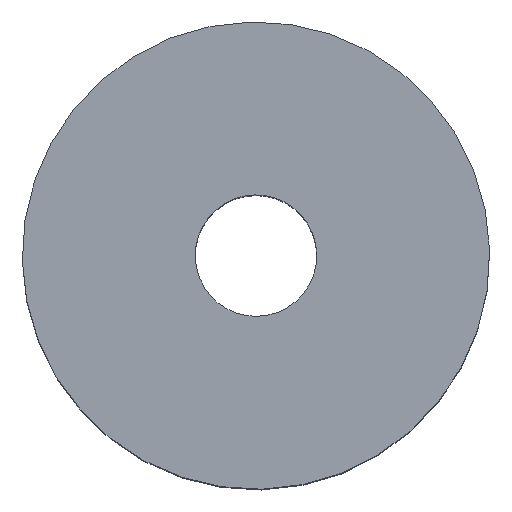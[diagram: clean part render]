
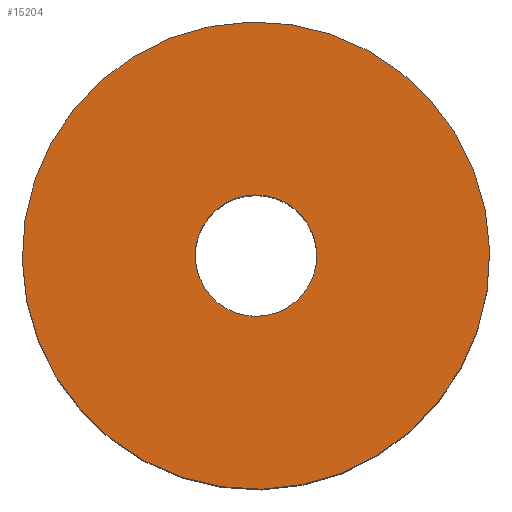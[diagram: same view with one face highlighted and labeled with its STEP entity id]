
A CAD part, top view. The second image highlights one B-rep face of the part: STEP entity #15204.
In plain terms, the highlighted planar face has unit normal (0, 0, 1).
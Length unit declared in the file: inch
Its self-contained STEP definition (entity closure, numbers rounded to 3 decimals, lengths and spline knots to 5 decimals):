
#4400=AXIS2_PLACEMENT_3D('Circle Axis2P3D',#4398,#4399,$) ;
#4419=AXIS2_PLACEMENT_3D('Circle Axis2P3D',#4417,#4418,$) ;
#15180=AXIS2_PLACEMENT_3D('Plane Axis2P3D',#15177,#15178,#15179) ;
#15188=AXIS2_PLACEMENT_3D('Circle Axis2P3D',#15186,#15187,$) ;
#15197=AXIS2_PLACEMENT_3D('Circle Axis2P3D',#15195,#15196,$) ;
#4395=CARTESIAN_POINT('Vertex',(2.30604,4.22117,8.75)) ;
#4398=CARTESIAN_POINT('Axis2P3D Location',(0.,0.,8.75)) ;
#4402=CARTESIAN_POINT('Vertex',(-2.30604,-4.22117,8.75)) ;
#4417=CARTESIAN_POINT('Axis2P3D Location',(0.,0.,8.75)) ;
#15177=CARTESIAN_POINT('Axis2P3D Location',(0.,4.81,8.75)) ;
#15186=CARTESIAN_POINT('Axis2P3D Location',(0.,0.,8.75)) ;
#15190=CARTESIAN_POINT('Vertex',(-0.59928,-1.09698,8.75)) ;
#15192=CARTESIAN_POINT('Vertex',(0.59928,1.09698,8.75)) ;
#15195=CARTESIAN_POINT('Axis2P3D Location',(0.,0.,8.75)) ;
#4399=DIRECTION('Axis2P3D Direction',(0.,0.,-0.039)) ;
#4418=DIRECTION('Axis2P3D Direction',(0.,0.,-0.039)) ;
#15178=DIRECTION('Axis2P3D Direction',(0.,0.,-0.039)) ;
#15179=DIRECTION('Axis2P3D XDirection',(0.039,0.,0.)) ;
#15187=DIRECTION('Axis2P3D Direction',(0.,0.,-0.039)) ;
#15196=DIRECTION('Axis2P3D Direction',(0.,0.,-0.039)) ;
#15183=ORIENTED_EDGE('',*,*,#4404,.F.) ;
#15184=ORIENTED_EDGE('',*,*,#4421,.F.) ;
#15201=ORIENTED_EDGE('',*,*,#15194,.T.) ;
#15202=ORIENTED_EDGE('',*,*,#15199,.T.) ;
#15203=FACE_BOUND('',#15200,.T.) ;
#15204=ADVANCED_FACE('PartBody',(#15185,#15203),#15181,.F.) ;
#4401=CIRCLE('generated circle',#4400,4.81) ;
#4420=CIRCLE('generated circle',#4419,4.81) ;
#15189=CIRCLE('generated circle',#15188,1.25) ;
#15198=CIRCLE('generated circle',#15197,1.25) ;
#4404=EDGE_CURVE('',#4396,#4403,#4401,.T.) ;
#4421=EDGE_CURVE('',#4403,#4396,#4420,.T.) ;
#15194=EDGE_CURVE('',#15191,#15193,#15189,.T.) ;
#15199=EDGE_CURVE('',#15193,#15191,#15198,.T.) ;
#15182=EDGE_LOOP('',(#15183,#15184)) ;
#15200=EDGE_LOOP('',(#15201,#15202)) ;
#15185=FACE_OUTER_BOUND('',#15182,.T.) ;
#15181=PLANE('',#15180) ;
#4396=VERTEX_POINT('',#4395) ;
#4403=VERTEX_POINT('',#4402) ;
#15191=VERTEX_POINT('',#15190) ;
#15193=VERTEX_POINT('',#15192) ;
